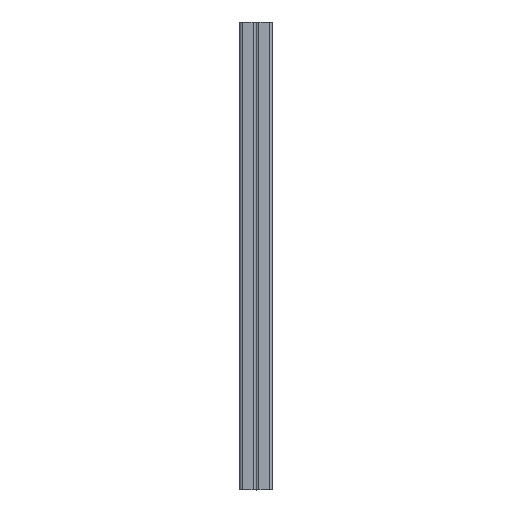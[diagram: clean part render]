
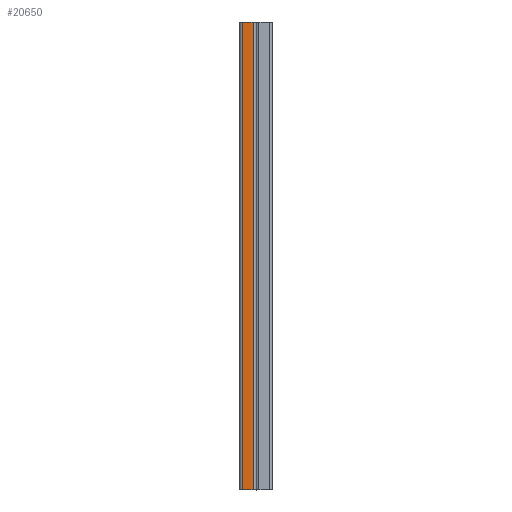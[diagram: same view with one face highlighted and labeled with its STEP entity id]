
A CAD part, left-side view. The second image highlights one B-rep face of the part: STEP entity #20650.
In plain terms, the highlighted planar face has unit normal (-1, 0, 0).
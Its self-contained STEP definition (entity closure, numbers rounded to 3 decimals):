
#151 = VECTOR ( 'NONE', #6895, 1000. ) ;
#387 = EDGE_CURVE ( 'NONE', #34178, #12841, #5959, .T. ) ;
#426 = FACE_OUTER_BOUND ( 'NONE', #1292, .T. ) ;
#1292 = EDGE_LOOP ( 'NONE', ( #17004, #7615, #26801, #11281 ) ) ;
#1554 = CARTESIAN_POINT ( 'NONE',  ( -20.5, 0., -600. ) ) ;
#3448 = EDGE_CURVE ( 'NONE', #8017, #12841, #13259, .T. ) ;
#4074 = DIRECTION ( 'NONE',  ( 0., 0., 1. ) ) ;
#5959 = LINE ( 'NONE', #9161, #29497 ) ;
#6895 = DIRECTION ( 'NONE',  ( 0., 1., 0. ) ) ;
#6934 = PLANE ( 'NONE',  #32085 ) ;
#7566 = VERTEX_POINT ( 'NONE', #19653 ) ;
#7615 = ORIENTED_EDGE ( 'NONE', *, *, #3448, .F. ) ;
#8017 = VERTEX_POINT ( 'NONE', #27017 ) ;
#9161 = CARTESIAN_POINT ( 'NONE',  ( -20.5, 0., 0. ) ) ;
#9270 = CARTESIAN_POINT ( 'NONE',  ( -20.5, 17.25, 0. ) ) ;
#9690 = CARTESIAN_POINT ( 'NONE',  ( -20.5, 0., -300. ) ) ;
#10709 = CARTESIAN_POINT ( 'NONE',  ( -20.5, 17.25, -300. ) ) ;
#11281 = ORIENTED_EDGE ( 'NONE', *, *, #26970, .T. ) ;
#12841 = VERTEX_POINT ( 'NONE', #9270 ) ;
#13259 = LINE ( 'NONE', #10709, #15307 ) ;
#15082 = VECTOR ( 'NONE', #4074, 1000. ) ;
#15307 = VECTOR ( 'NONE', #26649, 1000. ) ;
#17004 = ORIENTED_EDGE ( 'NONE', *, *, #387, .T. ) ;
#19653 = CARTESIAN_POINT ( 'NONE',  ( -20.5, 3.75, -600. ) ) ;
#19923 = CARTESIAN_POINT ( 'NONE',  ( -20.5, 3.75, -300. ) ) ;
#20108 = DIRECTION ( 'NONE',  ( 1., 0., 0. ) ) ;
#20650 = ADVANCED_FACE ( 'NONE', ( #426 ), #6934, .F. ) ;
#25860 = DIRECTION ( 'NONE',  ( 0., 0., -1. ) ) ;
#25874 = CARTESIAN_POINT ( 'NONE',  ( -20.5, 3.75, 0. ) ) ;
#26649 = DIRECTION ( 'NONE',  ( 0., 0., 1. ) ) ;
#26801 = ORIENTED_EDGE ( 'NONE', *, *, #30520, .F. ) ;
#26970 = EDGE_CURVE ( 'NONE', #7566, #34178, #29950, .T. ) ;
#27017 = CARTESIAN_POINT ( 'NONE',  ( -20.5, 17.25, -600. ) ) ;
#29497 = VECTOR ( 'NONE', #30158, 1000. ) ;
#29950 = LINE ( 'NONE', #19923, #15082 ) ;
#30158 = DIRECTION ( 'NONE',  ( 0., 1., 0. ) ) ;
#30520 = EDGE_CURVE ( 'NONE', #7566, #8017, #31573, .T. ) ;
#31573 = LINE ( 'NONE', #1554, #151 ) ;
#32085 = AXIS2_PLACEMENT_3D ( 'NONE', #9690, #20108, #25860 ) ;
#34178 = VERTEX_POINT ( 'NONE', #25874 ) ;
